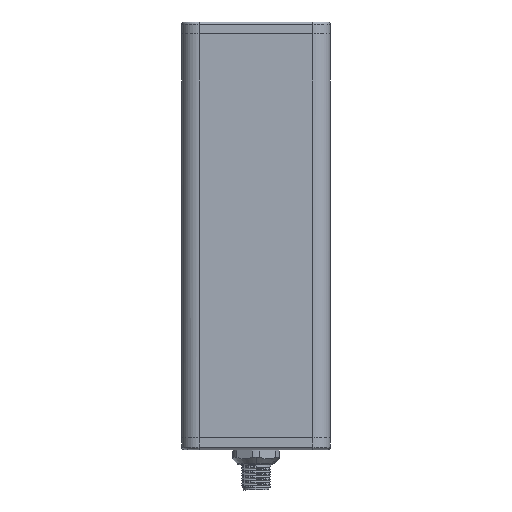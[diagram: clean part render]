
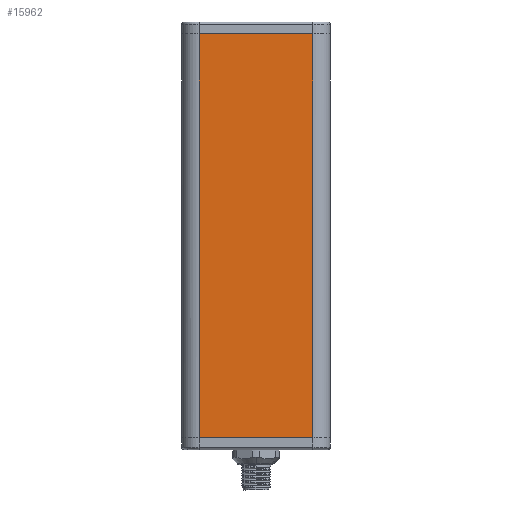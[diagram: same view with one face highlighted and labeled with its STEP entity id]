
A CAD part, front view. The second image highlights one B-rep face of the part: STEP entity #15962.
In plain terms, the highlighted planar face has unit normal (0, -1, 0).
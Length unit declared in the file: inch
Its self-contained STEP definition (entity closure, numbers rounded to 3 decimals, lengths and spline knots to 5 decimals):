
#1556=DIRECTION('',(-1.,0.,0.));
#1557=VECTOR('',#1556,1.78741);
#1558=CARTESIAN_POINT('',(0.89371,-0.64173,
6.35827));
#1559=LINE('',#1558,#1557);
#1560=DIRECTION('',(0.,0.,-1.));
#1561=VECTOR('',#1560,6.35827);
#1562=CARTESIAN_POINT('',(0.89371,-0.64173,
6.35827));
#1563=LINE('',#1562,#1561);
#1564=DIRECTION('',(1.,0.,0.));
#1565=VECTOR('',#1564,1.78741);
#1566=CARTESIAN_POINT('',(-0.89371,-0.64173,
0.));
#1567=LINE('',#1566,#1565);
#1568=DIRECTION('',(0.,0.,-1.));
#1569=VECTOR('',#1568,6.35827);
#1570=CARTESIAN_POINT('',(-0.89371,-0.64173,
6.35827));
#1571=LINE('',#1570,#1569);
#12275=CARTESIAN_POINT('',(-0.89371,-0.64173,
0.));
#12276=CARTESIAN_POINT('',(0.89371,-0.64173,
0.));
#12277=VERTEX_POINT('',#12275);
#12278=VERTEX_POINT('',#12276);
#12640=CARTESIAN_POINT('',(0.89371,-0.64173,
6.35827));
#12641=CARTESIAN_POINT('',(-0.89371,-0.64173,
6.35827));
#12642=VERTEX_POINT('',#12640);
#12643=VERTEX_POINT('',#12641);
#15950=CARTESIAN_POINT('',(-1.16929,-0.64173,0.));
#15951=DIRECTION('',(0.,-1.,0.));
#15952=DIRECTION('',(1.,0.,0.));
#15953=AXIS2_PLACEMENT_3D('',#15950,#15951,#15952);
#15954=PLANE('',#15953);
#15956=ORIENTED_EDGE('',*,*,#15955,.F.);
#15957=ORIENTED_EDGE('',*,*,#15919,.T.);
#15958=ORIENTED_EDGE('',*,*,#15942,.F.);
#15959=ORIENTED_EDGE('',*,*,#15525,.F.);
#15960=EDGE_LOOP('',(#15956,#15957,#15958,#15959));
#15961=FACE_OUTER_BOUND('',#15960,.F.);
#15962=ADVANCED_FACE('',(#15961),#15954,.T.);
#15525=EDGE_CURVE('',#12643,#12277,#1571,.T.);
#15919=EDGE_CURVE('',#12642,#12278,#1563,.T.);
#15942=EDGE_CURVE('',#12277,#12278,#1567,.T.);
#15955=EDGE_CURVE('',#12642,#12643,#1559,.T.);
